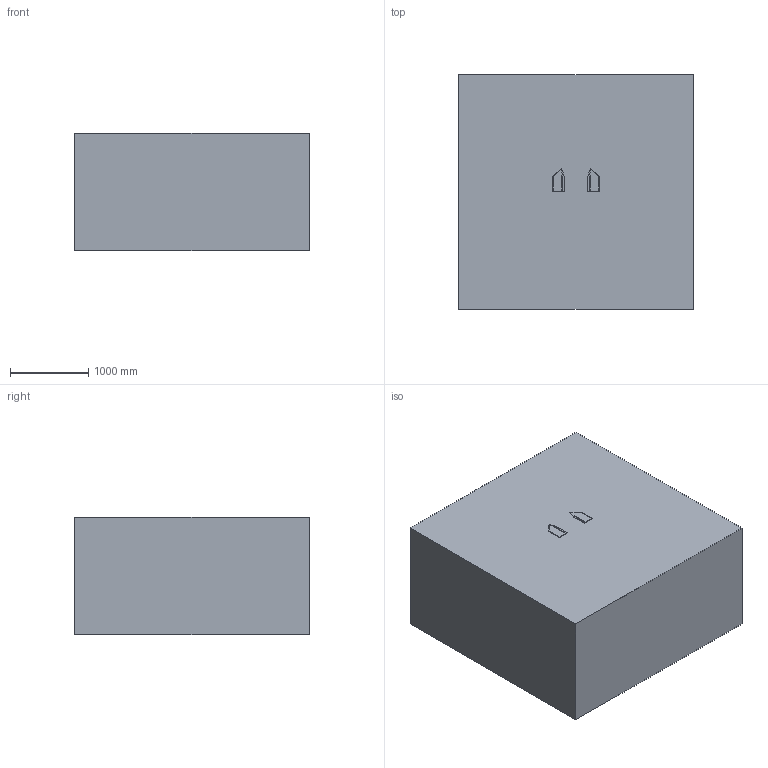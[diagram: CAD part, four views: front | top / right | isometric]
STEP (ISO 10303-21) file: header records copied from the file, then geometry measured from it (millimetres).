
FILE_DESCRIPTION (( 'STEP AP214' ), '1' );
FILE_NAME ('newdesignwithfins.STEP', '2024-02-01T20:49:39', ( '' ), ( '' ), 'SwSTEP 2.0', 'SolidWorks 2023', '' );
FILE_SCHEMA (( 'AUTOMOTIVE_DESIGN' ));
Length unit declared in the file: millimetre
Products named in the file (1): newdesignwithfins
Bounding box: 3000 x 3000 x 1500 mm (x, y, z)
Volume: 13500000000 mm3; surface area: 38537835 mm2
Topology: 3 solids, 3 shells, 242 faces, 604 edges, 368 vertices
Faces by surface type: plane 166, cylinder 64, cone 12
Entity records: 7153 total; most frequent: DIRECTION 1278, CARTESIAN_POINT 1215, ORIENTED_EDGE 1208, EDGE_CURVE 604, AXIS2_PLACEMENT_3D 431, VECTOR 416, LINE 416, VERTEX_POINT 368
